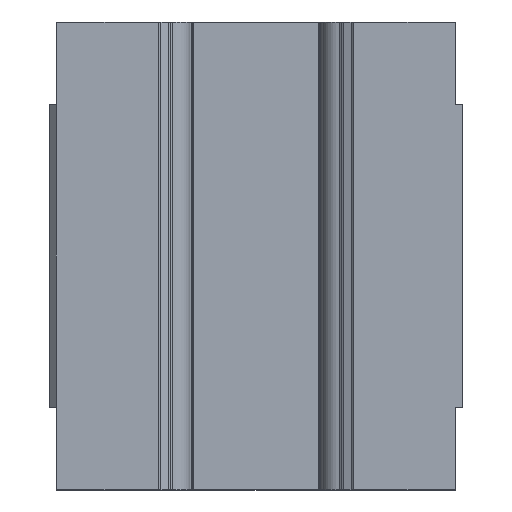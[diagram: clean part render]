
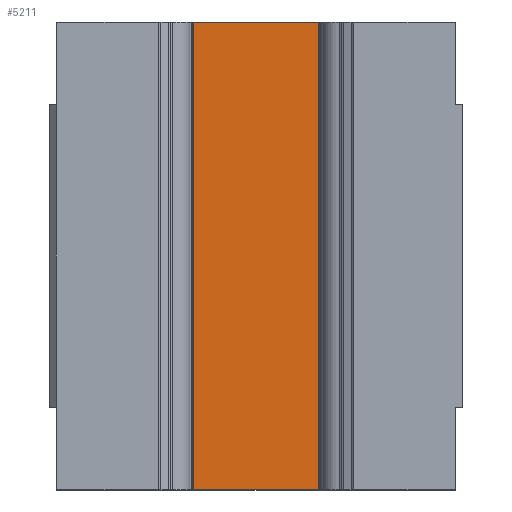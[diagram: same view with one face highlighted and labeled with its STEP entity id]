
A CAD part, front view. The second image highlights one B-rep face of the part: STEP entity #5211.
In plain terms, the highlighted planar face has unit normal (0, -1, 0).
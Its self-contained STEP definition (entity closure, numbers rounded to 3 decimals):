
#470 = CARTESIAN_POINT ( 'NONE',  ( 10.434, 20.4, 33.95 ) ) ;
#471 = DIRECTION ( 'NONE',  ( -1., 0., 0. ) ) ;
#2282 = CARTESIAN_POINT ( 'NONE',  ( -10.434, 20.4, 33.95 ) ) ;
#2545 = CARTESIAN_POINT ( 'NONE',  ( 10.434, 20.4, 33.95 ) ) ;
#2658 = CARTESIAN_POINT ( 'NONE',  ( -10.434, 20.4, -33.95 ) ) ;
#2733 = CARTESIAN_POINT ( 'NONE',  ( 10.434, 20.4, -33.95 ) ) ;
#3708 = CARTESIAN_POINT ( 'NONE',  ( 10.434, 20.4, -34. ) ) ;
#3712 = DIRECTION ( 'NONE',  ( 0., 0., 1. ) ) ;
#3829 = CARTESIAN_POINT ( 'NONE',  ( -10.434, 20.4, -34. ) ) ;
#3830 = DIRECTION ( 'NONE',  ( 0., 0., 1. ) ) ;
#4608 = CARTESIAN_POINT ( 'NONE',  ( 29., 20.4, -33.95 ) ) ;
#4609 = DIRECTION ( 'NONE',  ( -1., 0., 0. ) ) ;
#4786 = EDGE_LOOP ( 'NONE', ( #16462, #16461, #16460, #16459 ) ) ;
#5211 = ADVANCED_FACE ( 'NONE', ( #15658 ), #6466, .F. ) ;
#6409 = CARTESIAN_POINT ( 'NONE',  ( 10.434, 20.4, -34. ) ) ;
#6466 = PLANE ( 'NONE',  #11595 ) ;
#6501 = DIRECTION ( 'NONE',  ( 0., 1., 0. ) ) ;
#6509 = DIRECTION ( 'NONE',  ( 0., 0., 1. ) ) ;
#8442 = VECTOR ( 'NONE', #3830, 1000. ) ;
#8443 = LINE ( 'NONE', #3829, #8442 ) ;
#8504 = VECTOR ( 'NONE', #3712, 1000. ) ;
#8505 = LINE ( 'NONE', #3708, #8504 ) ;
#11595 = AXIS2_PLACEMENT_3D ( 'NONE', #6409, #6501, #6509 ) ;
#12459 = VERTEX_POINT ( 'NONE', #2282 ) ;
#12889 = VERTEX_POINT ( 'NONE', #2545 ) ;
#13015 = VERTEX_POINT ( 'NONE', #2658 ) ;
#13110 = VERTEX_POINT ( 'NONE', #2733 ) ;
#15206 = VECTOR ( 'NONE', #4609, 1000. ) ;
#15240 = LINE ( 'NONE', #470, #15297 ) ;
#15297 = VECTOR ( 'NONE', #471, 1000. ) ;
#15343 = LINE ( 'NONE', #4608, #15206 ) ;
#15658 = FACE_OUTER_BOUND ( 'NONE', #4786, .T. ) ;
#16459 = ORIENTED_EDGE ( 'NONE', *, *, #17964, .F. ) ;
#16460 = ORIENTED_EDGE ( 'NONE', *, *, #17765, .F. ) ;
#16461 = ORIENTED_EDGE ( 'NONE', *, *, #18042, .T. ) ;
#16462 = ORIENTED_EDGE ( 'NONE', *, *, #17729, .T. ) ;
#17729 = EDGE_CURVE ( 'NONE', #13110, #12889, #8505, .T. ) ;
#17765 = EDGE_CURVE ( 'NONE', #13015, #12459, #8443, .T. ) ;
#17964 = EDGE_CURVE ( 'NONE', #13110, #13015, #15343, .T. ) ;
#18042 = EDGE_CURVE ( 'NONE', #12889, #12459, #15240, .T. ) ;
